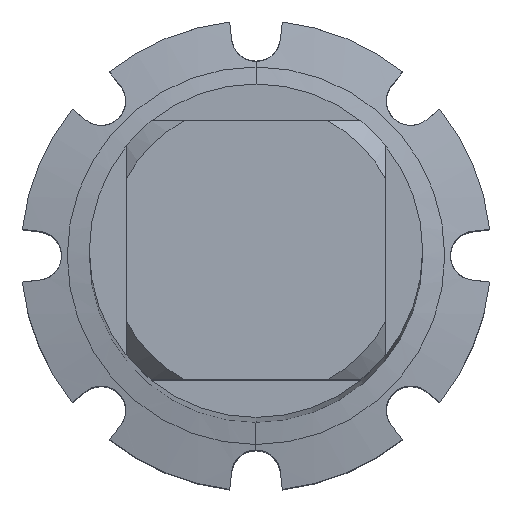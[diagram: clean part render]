
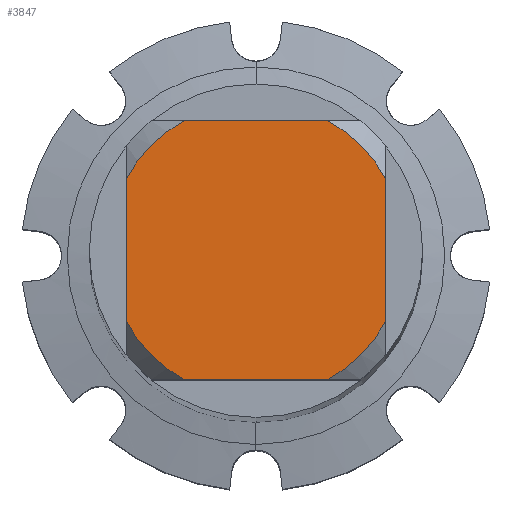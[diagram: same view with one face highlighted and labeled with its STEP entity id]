
A CAD part, top view. The second image highlights one B-rep face of the part: STEP entity #3847.
In plain terms, the highlighted planar face has unit normal (0, 0, 1).
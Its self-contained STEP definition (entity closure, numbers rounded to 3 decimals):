
#3847=ADVANCED_FACE('',(#10751),#10752,.T.);
#4021=VERTEX_POINT('',#10937);
#4379=EDGE_CURVE('',#6537,#5583,#11324,.T.);
#5583=VERTEX_POINT('',#12632);
#5819=EDGE_CURVE('',#8777,#4021,#12887,.T.);
#6403=VERTEX_POINT('',#13524);
#6483=VERTEX_POINT('',#13608);
#6537=VERTEX_POINT('',#13667);
#6847=EDGE_CURVE('',#8217,#4021,#14004,.T.);
#7067=VERTEX_POINT('',#14245);
#7319=EDGE_CURVE('',#8217,#7067,#14523,.T.);
#7965=EDGE_CURVE('',#6403,#5583,#15217,.T.);
#8217=VERTEX_POINT('',#15498);
#8777=VERTEX_POINT('',#16108);
#9559=EDGE_CURVE('',#6403,#6483,#16959,.T.);
#9997=EDGE_CURVE('',#8777,#6483,#17424,.T.);
#10189=EDGE_CURVE('',#6537,#7067,#17633,.T.);
#10751=FACE_OUTER_BOUND('',#18505,.T.);
#10752=PLANE('',#18506);
#10937=CARTESIAN_POINT('',(-1.936,3.5,0.0));
#11324=LINE('',#19466,#19467);
#12632=CARTESIAN_POINT('',(1.936,-3.5,0.0));
#12887=LINE('',#22341,#22342);
#13524=CARTESIAN_POINT('',(3.5,-1.936,0.0));
#13608=CARTESIAN_POINT('',(3.5,1.936,0.0));
#13667=CARTESIAN_POINT('',(-1.936,-3.5,0.0));
#14004=CIRCLE('',#24220,4.0);
#14245=CARTESIAN_POINT('',(-3.5,-1.936,0.0));
#14523=LINE('',#25055,#25056);
#15217=CIRCLE('',#26317,4.0);
#15498=CARTESIAN_POINT('',(-3.5,1.936,0.0));
#16108=CARTESIAN_POINT('',(1.936,3.5,0.0));
#16959=LINE('',#29230,#29231);
#17424=CIRCLE('',#30049,4.0);
#17633=CIRCLE('',#30387,4.0);
#18505=EDGE_LOOP('',(#30958,#30959,#30960,#30961,#30962,#30963,#30964,#30965));
#18506=AXIS2_PLACEMENT_3D('',#30966,#30967,#30968);
#19466=CARTESIAN_POINT('',(0.0,-3.5,0.0));
#19467=VECTOR('',#31554,1.0);
#22341=CARTESIAN_POINT('',(0.0,3.5,0.0));
#22342=VECTOR('',#33214,1.0);
#24220=AXIS2_PLACEMENT_3D('',#34411,#34412,#34413);
#25055=CARTESIAN_POINT('',(-3.5,1.0,0.0));
#25056=VECTOR('',#35052,1.0);
#26317=AXIS2_PLACEMENT_3D('',#35753,#35754,#35755);
#29230=CARTESIAN_POINT('',(3.5,1.0,0.0));
#29231=VECTOR('',#37744,1.0);
#30049=AXIS2_PLACEMENT_3D('',#38146,#38147,#38148);
#30387=AXIS2_PLACEMENT_3D('',#38362,#38363,#38364);
#30958=ORIENTED_EDGE('',*,*,#7319,.T.);
#30959=ORIENTED_EDGE('',*,*,#10189,.F.);
#30960=ORIENTED_EDGE('',*,*,#4379,.T.);
#30961=ORIENTED_EDGE('',*,*,#7965,.F.);
#30962=ORIENTED_EDGE('',*,*,#9559,.T.);
#30963=ORIENTED_EDGE('',*,*,#9997,.F.);
#30964=ORIENTED_EDGE('',*,*,#5819,.T.);
#30965=ORIENTED_EDGE('',*,*,#6847,.F.);
#30966=CARTESIAN_POINT('',(0.0,2.0,0.0));
#30967=DIRECTION('',(-0.0,0.0,1.0));
#30968=DIRECTION('',(0.0,-1.0,0.0));
#31554=DIRECTION('',(1.0,0.0,0.0));
#33214=DIRECTION('',(-1.0,0.0,0.0));
#34411=CARTESIAN_POINT('',(0.0,0.0,0.0));
#34412=DIRECTION('',(0.0,0.0,-1.0));
#34413=DIRECTION('',(0.0,1.0,0.0));
#35052=DIRECTION('',(-0.0,-1.0,0.0));
#35753=CARTESIAN_POINT('',(0.0,0.0,0.0));
#35754=DIRECTION('',(0.0,0.0,-1.0));
#35755=DIRECTION('',(0.0,1.0,0.0));
#37744=DIRECTION('',(-0.0,1.0,0.0));
#38146=CARTESIAN_POINT('',(0.0,0.0,0.0));
#38147=DIRECTION('',(0.0,0.0,-1.0));
#38148=DIRECTION('',(0.0,1.0,0.0));
#38362=CARTESIAN_POINT('',(0.0,0.0,0.0));
#38363=DIRECTION('',(0.0,0.0,-1.0));
#38364=DIRECTION('',(0.0,1.0,0.0));
